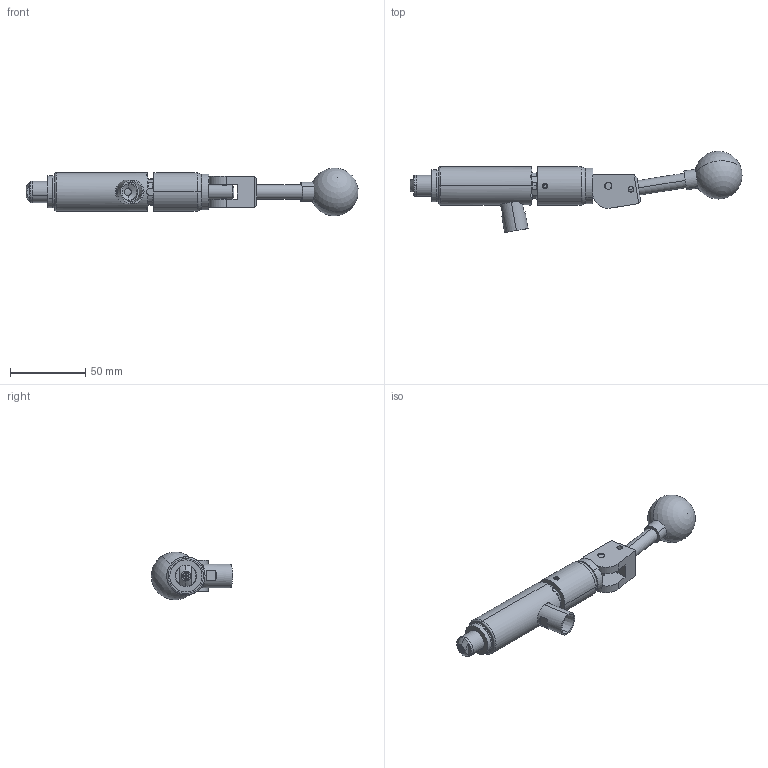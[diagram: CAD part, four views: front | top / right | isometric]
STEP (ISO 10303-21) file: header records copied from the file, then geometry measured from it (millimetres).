
FILE_DESCRIPTION (( 'STEP AP214' ), '1' );
FILE_NAME ('CTSC-003740.STEP', '2025-06-15T19:23:34', ( '' ), ( '' ), 'SwSTEP 2.0', 'SolidWorks 2023', '' );
FILE_SCHEMA (( 'AUTOMOTIVE_DESIGN' ));
Length unit declared in the file: inch
Products named in the file (1): CTSC-003740
Bounding box: 220.63 x 54.02 x 31.66 mm (x, y, z)
Volume: 84793.7 mm3; surface area: 26031.3 mm2
Topology: 9 solids, 9 shells, 303 faces, 739 edges, 471 vertices
Faces by surface type: cylinder 125, plane 113, cone 51, torus 9, bspline 3, sphere 2
Entity records: 14077 total; most frequent: CARTESIAN_POINT 3106, DIRECTION 1503, ORIENTED_EDGE 1464, EDGE_CURVE 732, AXIS2_PLACEMENT_3D 593, VERTEX_POINT 468, EDGE_LOOP 344, VECTOR 317
